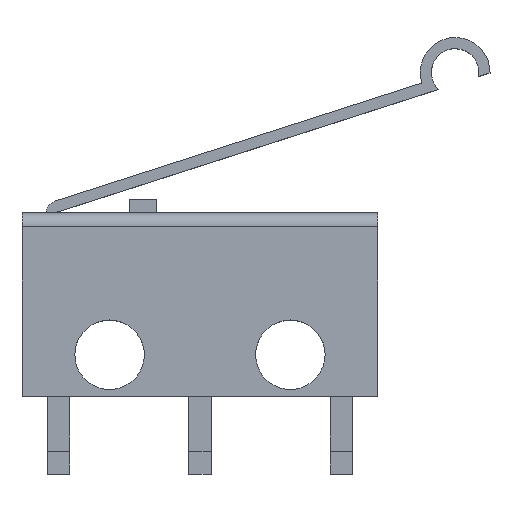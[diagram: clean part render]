
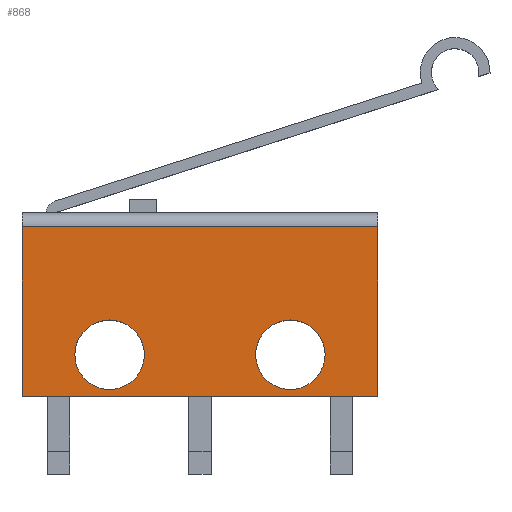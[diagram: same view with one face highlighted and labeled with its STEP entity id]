
A CAD part, top view. The second image highlights one B-rep face of the part: STEP entity #868.
In plain terms, the highlighted planar face has unit normal (0, 0, 1).
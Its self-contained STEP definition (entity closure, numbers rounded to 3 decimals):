
#50=FACE_BOUND('',#150,.T.);
#51=FACE_BOUND('',#151,.T.);
#58=PLANE('',#933);
#100=FACE_OUTER_BOUND('',#149,.T.);
#149=EDGE_LOOP('',(#645,#646,#647,#648,#649,#650));
#150=EDGE_LOOP('',(#651));
#151=EDGE_LOOP('',(#652));
#213=LINE('',#1253,#318);
#214=LINE('',#1257,#319);
#215=LINE('',#1261,#320);
#216=LINE('',#1263,#321);
#217=LINE('',#1265,#322);
#218=LINE('',#1266,#323);
#318=VECTOR('',#1013,10.);
#319=VECTOR('',#1018,10.);
#320=VECTOR('',#1023,10.);
#321=VECTOR('',#1024,10.);
#322=VECTOR('',#1025,10.);
#323=VECTOR('',#1026,10.);
#412=CIRCLE('',#934,1.25);
#413=CIRCLE('',#935,1.25);
#437=VERTEX_POINT('',#1250);
#438=VERTEX_POINT('',#1252);
#439=VERTEX_POINT('',#1256);
#440=VERTEX_POINT('',#1260);
#441=VERTEX_POINT('',#1262);
#442=VERTEX_POINT('',#1264);
#443=VERTEX_POINT('',#1267);
#444=VERTEX_POINT('',#1269);
#517=EDGE_CURVE('',#438,#437,#213,.T.);
#519=EDGE_CURVE('',#438,#439,#214,.T.);
#521=EDGE_CURVE('',#437,#440,#215,.T.);
#522=EDGE_CURVE('',#440,#441,#216,.T.);
#523=EDGE_CURVE('',#441,#442,#217,.T.);
#524=EDGE_CURVE('',#442,#439,#218,.T.);
#525=EDGE_CURVE('',#443,#443,#412,.T.);
#526=EDGE_CURVE('',#444,#444,#413,.T.);
#645=ORIENTED_EDGE('',*,*,#519,.F.);
#646=ORIENTED_EDGE('',*,*,#517,.T.);
#647=ORIENTED_EDGE('',*,*,#521,.T.);
#648=ORIENTED_EDGE('',*,*,#522,.T.);
#649=ORIENTED_EDGE('',*,*,#523,.T.);
#650=ORIENTED_EDGE('',*,*,#524,.T.);
#651=ORIENTED_EDGE('',*,*,#525,.T.);
#652=ORIENTED_EDGE('',*,*,#526,.T.);
#868=ADVANCED_FACE('',(#100,#50,#51),#58,.T.);
#933=AXIS2_PLACEMENT_3D('',#1259,#1021,#1022);
#934=AXIS2_PLACEMENT_3D('',#1268,#1027,#1028);
#935=AXIS2_PLACEMENT_3D('',#1270,#1029,#1030);
#1013=DIRECTION('',(0.,-1.,0.));
#1018=DIRECTION('',(1.,0.,0.));
#1021=DIRECTION('center_axis',(0.,0.,1.));
#1022=DIRECTION('ref_axis',(1.,0.,0.));
#1023=DIRECTION('',(1.,0.,0.));
#1024=DIRECTION('',(1.,0.,0.));
#1025=DIRECTION('',(1.,0.,0.));
#1026=DIRECTION('',(0.,1.,0.));
#1027=DIRECTION('center_axis',(0.,0.,-1.));
#1028=DIRECTION('ref_axis',(1.,0.,0.));
#1029=DIRECTION('center_axis',(0.,0.,-1.));
#1030=DIRECTION('ref_axis',(1.,0.,0.));
#1250=CARTESIAN_POINT('',(-6.4,-3.3,2.9));
#1252=CARTESIAN_POINT('',(-6.4,2.8,2.9));
#1253=CARTESIAN_POINT('',(-6.4,-3.3,2.9));
#1256=CARTESIAN_POINT('',(6.4,2.8,2.9));
#1257=CARTESIAN_POINT('',(3.2,2.8,2.9));
#1259=CARTESIAN_POINT('Origin',(0.,0.,2.9));
#1260=CARTESIAN_POINT('',(-5.48,-3.3,2.9));
#1261=CARTESIAN_POINT('',(6.4,-3.3,2.9));
#1262=CARTESIAN_POINT('',(-4.68,-3.3,2.9));
#1263=CARTESIAN_POINT('',(-5.48,-3.3,2.9));
#1264=CARTESIAN_POINT('',(6.4,-3.3,2.9));
#1265=CARTESIAN_POINT('',(6.4,-3.3,2.9));
#1266=CARTESIAN_POINT('',(6.4,3.3,2.9));
#1267=CARTESIAN_POINT('',(2.,-1.8,2.9));
#1268=CARTESIAN_POINT('Origin',(3.25,-1.8,2.9));
#1269=CARTESIAN_POINT('',(-4.5,-1.8,2.9));
#1270=CARTESIAN_POINT('Origin',(-3.25,-1.8,2.9));
